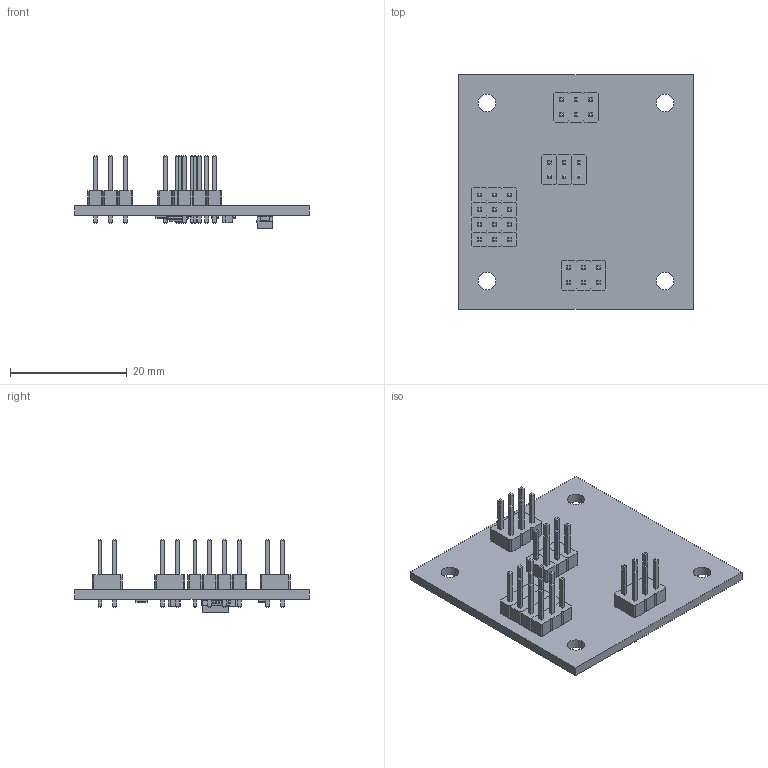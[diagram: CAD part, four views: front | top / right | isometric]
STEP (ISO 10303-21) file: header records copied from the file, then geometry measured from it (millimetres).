
FILE_DESCRIPTION(('KiCad electronic assembly'),'2;1');
FILE_NAME('AMUX01.step','2023-07-20T11:21:26',('Pcbnew'),('Kicad'), 'Open CASCADE STEP processor 7.5','KiCad to STEP converter','Unknown' );
FILE_SCHEMA(('AUTOMOTIVE_DESIGN { 1 0 10303 214 1 1 1 1 }'));
Length unit declared in the file: millimetre
Products named in the file (16): AMUX01 1; PinHeader_1x03_P2.54mm_Vertical; SOLID; PinHeader_2x03_P2.54mm_Vertical; PinHeader_2x01_P2.54mm_Vertical; C_0805_2012Metric; D_SMA; MSOP-10_3x3mm_P0.5mm; R_0805_2012Metric; tmp5pr_7jt9 PCB
Assembly tree (24 placements, depth 3):
  AMUX01 1
    PinHeader_1x03_P2.54mm_Vertical  x4
      SOLID
    PinHeader_2x03_P2.54mm_Vertical  x2
      SOLID
    PinHeader_2x01_P2.54mm_Vertical  x3
      SOLID
    C_0805_2012Metric  x2
      SOLID
    D_SMA
      SOLID
    MSOP-10_3x3mm_P0.5mm
      SOLID
    R_0805_2012Metric  x3
      SOLID
    tmp5pr_7jt9 PCB
Bounding box: 40.13 x 40.13 x 12.46 mm (x, y, z)
Volume: 3138.1 mm3; surface area: 5233.1 mm2
Topology: 17 solids, 17 shells, 1103 faces, 2685 edges, 1682 vertices
Faces by surface type: plane 932, cylinder 127, bspline 44
Full cylindrical faces by diameter (mm): 0.5 x1, 0.889 x30, 3 x4
Entity records: 40059 total; most frequent: CARTESIAN_POINT 7175, DIRECTION 5315, LINE 3745, VECTOR 3745, ORIENTED_EDGE 2858, PCURVE 2858, DEFINITIONAL_REPRESENTATION 2858, EDGE_CURVE 1429
